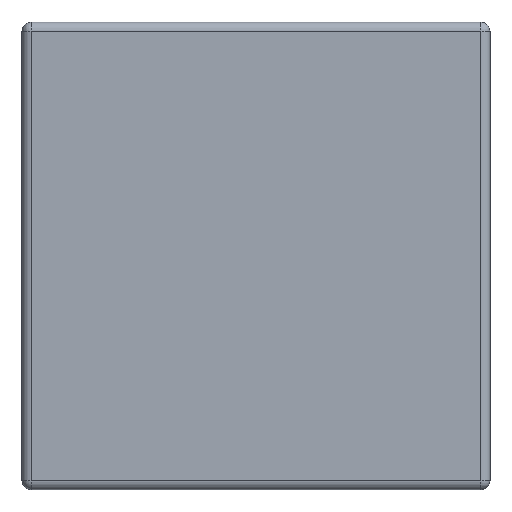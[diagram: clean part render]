
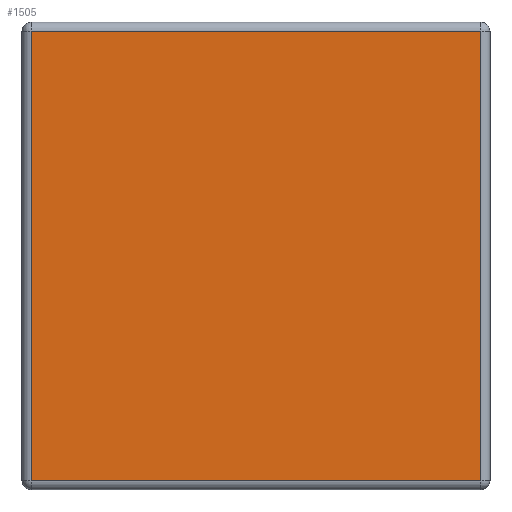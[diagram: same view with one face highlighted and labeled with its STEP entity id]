
A CAD part, left-side view. The second image highlights one B-rep face of the part: STEP entity #1505.
In plain terms, the highlighted planar face has unit normal (-1, 0, 0).
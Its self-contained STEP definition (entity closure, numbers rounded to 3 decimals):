
#16 = DIRECTION ( 'NONE',  ( 0., 1., 0. ) ) ;
#18 = VECTOR ( 'NONE', #16, 1000. ) ;
#24 = VECTOR ( 'NONE', #56, 1000. ) ;
#56 = DIRECTION ( 'NONE',  ( 0., 0., -1. ) ) ;
#171 = ORIENTED_EDGE ( 'NONE', *, *, #726, .T. ) ;
#215 = CARTESIAN_POINT ( 'NONE',  ( -1.6, 5.16, 1.2 ) ) ;
#321 = CARTESIAN_POINT ( 'NONE',  ( -1.6, 2.45, -1.2 ) ) ;
#418 = EDGE_CURVE ( 'NONE', #874, #2267, #511, .T. ) ;
#511 = LINE ( 'NONE', #215, #18 ) ;
#529 = LINE ( 'NONE', #1708, #24 ) ;
#580 = CARTESIAN_POINT ( 'NONE',  ( -1.6, 5.16, -1.2 ) ) ;
#588 = VECTOR ( 'NONE', #2978, 1000. ) ;
#726 = EDGE_CURVE ( 'NONE', #2267, #2546, #529, .T. ) ;
#814 = DIRECTION ( 'NONE',  ( 1., 0., 0. ) ) ;
#874 = VERTEX_POINT ( 'NONE', #1301 ) ;
#1024 = CARTESIAN_POINT ( 'NONE',  ( -1.6, 0.05, -1.2 ) ) ;
#1063 = DIRECTION ( 'NONE',  ( 0., 0., -1. ) ) ;
#1078 = VECTOR ( 'NONE', #1248, 1000. ) ;
#1248 = DIRECTION ( 'NONE',  ( 0., 0., 1. ) ) ;
#1301 = CARTESIAN_POINT ( 'NONE',  ( -1.6, 0.05, 1.2 ) ) ;
#1505 = ADVANCED_FACE ( 'NONE', ( #2749 ), #1557, .F. ) ;
#1557 = PLANE ( 'NONE',  #2824 ) ;
#1655 = EDGE_CURVE ( 'NONE', #2988, #874, #2989, .T. ) ;
#1708 = CARTESIAN_POINT ( 'NONE',  ( -1.6, 2.45, -1.25 ) ) ;
#1767 = ORIENTED_EDGE ( 'NONE', *, *, #2200, .T. ) ;
#1865 = ORIENTED_EDGE ( 'NONE', *, *, #418, .T. ) ;
#1969 = CARTESIAN_POINT ( 'NONE',  ( -1.6, 2.45, 1.2 ) ) ;
#2200 = EDGE_CURVE ( 'NONE', #2546, #2988, #2260, .T. ) ;
#2260 = LINE ( 'NONE', #580, #588 ) ;
#2267 = VERTEX_POINT ( 'NONE', #1969 ) ;
#2503 = EDGE_LOOP ( 'NONE', ( #1767, #2513, #1865, #171 ) ) ;
#2513 = ORIENTED_EDGE ( 'NONE', *, *, #1655, .T. ) ;
#2546 = VERTEX_POINT ( 'NONE', #321 ) ;
#2621 = CARTESIAN_POINT ( 'NONE',  ( -1.6, 0.05, -1.25 ) ) ;
#2749 = FACE_OUTER_BOUND ( 'NONE', #2503, .T. ) ;
#2761 = CARTESIAN_POINT ( 'NONE',  ( -1.6, 5.16, -1.25 ) ) ;
#2824 = AXIS2_PLACEMENT_3D ( 'NONE', #2761, #814, #1063 ) ;
#2978 = DIRECTION ( 'NONE',  ( 0., -1., 0. ) ) ;
#2988 = VERTEX_POINT ( 'NONE', #1024 ) ;
#2989 = LINE ( 'NONE', #2621, #1078 ) ;
